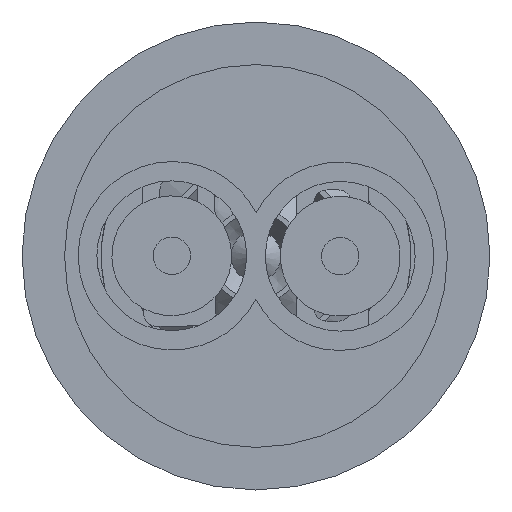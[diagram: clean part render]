
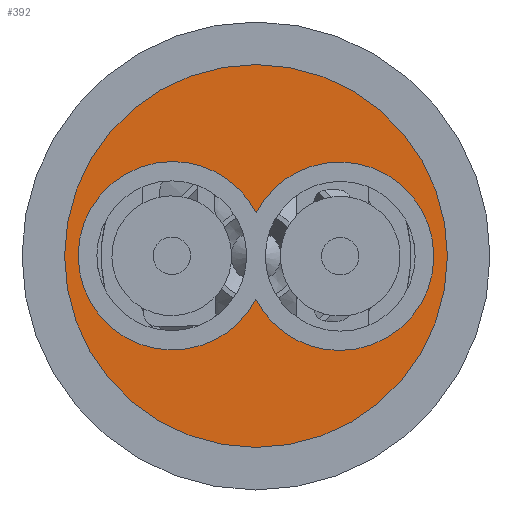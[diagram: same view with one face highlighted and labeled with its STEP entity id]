
A CAD part, front view. The second image highlights one B-rep face of the part: STEP entity #392.
In plain terms, the highlighted planar face has unit normal (0, -1, 0).
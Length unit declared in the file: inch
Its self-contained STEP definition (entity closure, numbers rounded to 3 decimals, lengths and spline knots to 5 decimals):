
#62 = DIRECTION ( 'NONE',  ( 0., 1., 0. ) ) ;
#72 = CARTESIAN_POINT ( 'NONE',  ( 0., -1.50079, -0.0348 ) ) ;
#194 = VERTEX_POINT ( 'NONE', #72 ) ;
#203 = EDGE_CURVE ( 'NONE', #194, #2752, #2441, .T. ) ;
#261 = CIRCLE ( 'NONE', #2570, 0.0755 ) ;
#290 = VERTEX_POINT ( 'NONE', #547 ) ;
#316 = VERTEX_POINT ( 'NONE', #1344 ) ;
#356 = AXIS2_PLACEMENT_3D ( 'NONE', #1903, #62, #1628 ) ;
#392 = ADVANCED_FACE ( 'NONE', ( #2738, #3353 ), #786, .T. ) ;
#401 = AXIS2_PLACEMENT_3D ( 'NONE', #1181, #2756, #916 ) ;
#461 = AXIS2_PLACEMENT_3D ( 'NONE', #1563, #2345, #495 ) ;
#495 = DIRECTION ( 'NONE',  ( 0., 0., -1. ) ) ;
#535 = VERTEX_POINT ( 'NONE', #3089 ) ;
#544 = AXIS2_PLACEMENT_3D ( 'NONE', #2605, #1043, #2869 ) ;
#546 = EDGE_CURVE ( 'NONE', #1002, #1065, #2237, .T. ) ;
#547 = CARTESIAN_POINT ( 'NONE',  ( -0.067, -1.50079, 0.0755 ) ) ;
#601 = ORIENTED_EDGE ( 'NONE', *, *, #1827, .T. ) ;
#627 = CARTESIAN_POINT ( 'NONE',  ( 0., -1.50079, 0.0348 ) ) ;
#634 = EDGE_CURVE ( 'NONE', #535, #2539, #3311, .T. ) ;
#639 = ORIENTED_EDGE ( 'NONE', *, *, #203, .T. ) ;
#684 = ORIENTED_EDGE ( 'NONE', *, *, #634, .F. ) ;
#707 = EDGE_CURVE ( 'NONE', #290, #2539, #1215, .T. ) ;
#786 = PLANE ( 'NONE',  #461 ) ;
#818 = ORIENTED_EDGE ( 'NONE', *, *, #1263, .F. ) ;
#914 = CIRCLE ( 'NONE', #2034, 0.0755 ) ;
#916 = DIRECTION ( 'NONE',  ( 0., 0., -1. ) ) ;
#919 = CARTESIAN_POINT ( 'NONE',  ( 0.067, -1.50079, 0. ) ) ;
#1002 = VERTEX_POINT ( 'NONE', #2782 ) ;
#1043 = DIRECTION ( 'NONE',  ( 0., 1., 0. ) ) ;
#1065 = VERTEX_POINT ( 'NONE', #3273 ) ;
#1133 = CIRCLE ( 'NONE', #1169, 0.0755 ) ;
#1144 = EDGE_CURVE ( 'NONE', #316, #535, #1133, .T. ) ;
#1162 = EDGE_LOOP ( 'NONE', ( #818, #639, #601, #2946, #684, #1272 ) ) ;
#1169 = AXIS2_PLACEMENT_3D ( 'NONE', #1221, #1500, #1414 ) ;
#1181 = CARTESIAN_POINT ( 'NONE',  ( -0.067, -1.50079, 0. ) ) ;
#1206 = ORIENTED_EDGE ( 'NONE', *, *, #1949, .F. ) ;
#1208 = CARTESIAN_POINT ( 'NONE',  ( 0.067, -1.50079, 0. ) ) ;
#1215 = CIRCLE ( 'NONE', #401, 0.0755 ) ;
#1221 = CARTESIAN_POINT ( 'NONE',  ( 0.067, -1.50079, 0. ) ) ;
#1263 = EDGE_CURVE ( 'NONE', #194, #316, #261, .T. ) ;
#1272 = ORIENTED_EDGE ( 'NONE', *, *, #1144, .F. ) ;
#1344 = CARTESIAN_POINT ( 'NONE',  ( 0.067, -1.50079, -0.0755 ) ) ;
#1372 = AXIS2_PLACEMENT_3D ( 'NONE', #3354, #1506, #3077 ) ;
#1414 = DIRECTION ( 'NONE',  ( 0., 0., -1. ) ) ;
#1484 = DIRECTION ( 'NONE',  ( 0., 1., 0. ) ) ;
#1500 = DIRECTION ( 'NONE',  ( 0., -1., 0. ) ) ;
#1506 = DIRECTION ( 'NONE',  ( 0., 1., 0. ) ) ;
#1563 = CARTESIAN_POINT ( 'NONE',  ( 0., -1.50079, 0. ) ) ;
#1628 = DIRECTION ( 'NONE',  ( 0., 0., -1. ) ) ;
#1827 = EDGE_CURVE ( 'NONE', #2752, #290, #914, .T. ) ;
#1903 = CARTESIAN_POINT ( 'NONE',  ( -0.067, -1.50079, 0. ) ) ;
#1949 = EDGE_CURVE ( 'NONE', #1065, #1002, #2995, .T. ) ;
#2034 = AXIS2_PLACEMENT_3D ( 'NONE', #3052, #1484, #3332 ) ;
#2085 = DIRECTION ( 'NONE',  ( 0., 0., -1. ) ) ;
#2237 = CIRCLE ( 'NONE', #1372, 0.15339 ) ;
#2345 = DIRECTION ( 'NONE',  ( 0., -1., 0. ) ) ;
#2441 = CIRCLE ( 'NONE', #356, 0.0755 ) ;
#2504 = DIRECTION ( 'NONE',  ( 0., 0., -1. ) ) ;
#2539 = VERTEX_POINT ( 'NONE', #627 ) ;
#2570 = AXIS2_PLACEMENT_3D ( 'NONE', #919, #3011, #2085 ) ;
#2605 = CARTESIAN_POINT ( 'NONE',  ( 0., -1.50079, 0. ) ) ;
#2738 = FACE_BOUND ( 'NONE', #1162, .T. ) ;
#2752 = VERTEX_POINT ( 'NONE', #2828 ) ;
#2756 = DIRECTION ( 'NONE',  ( 0., 1., 0. ) ) ;
#2778 = DIRECTION ( 'NONE',  ( 0., -1., 0. ) ) ;
#2782 = CARTESIAN_POINT ( 'NONE',  ( 0., -1.50079, -0.15339 ) ) ;
#2828 = CARTESIAN_POINT ( 'NONE',  ( -0.067, -1.50079, -0.0755 ) ) ;
#2869 = DIRECTION ( 'NONE',  ( 0., 0., 1. ) ) ;
#2946 = ORIENTED_EDGE ( 'NONE', *, *, #707, .T. ) ;
#2995 = CIRCLE ( 'NONE', #544, 0.15339 ) ;
#2996 = EDGE_LOOP ( 'NONE', ( #1206, #3022 ) ) ;
#3011 = DIRECTION ( 'NONE',  ( 0., -1., 0. ) ) ;
#3022 = ORIENTED_EDGE ( 'NONE', *, *, #546, .F. ) ;
#3052 = CARTESIAN_POINT ( 'NONE',  ( -0.067, -1.50079, 0. ) ) ;
#3077 = DIRECTION ( 'NONE',  ( 0., 0., 1. ) ) ;
#3089 = CARTESIAN_POINT ( 'NONE',  ( 0.067, -1.50079, 0.0755 ) ) ;
#3124 = AXIS2_PLACEMENT_3D ( 'NONE', #1208, #2778, #2504 ) ;
#3273 = CARTESIAN_POINT ( 'NONE',  ( 0., -1.50079, 0.15339 ) ) ;
#3311 = CIRCLE ( 'NONE', #3124, 0.0755 ) ;
#3332 = DIRECTION ( 'NONE',  ( 0., 0., -1. ) ) ;
#3353 = FACE_OUTER_BOUND ( 'NONE', #2996, .T. ) ;
#3354 = CARTESIAN_POINT ( 'NONE',  ( 0., -1.50079, 0. ) ) ;
